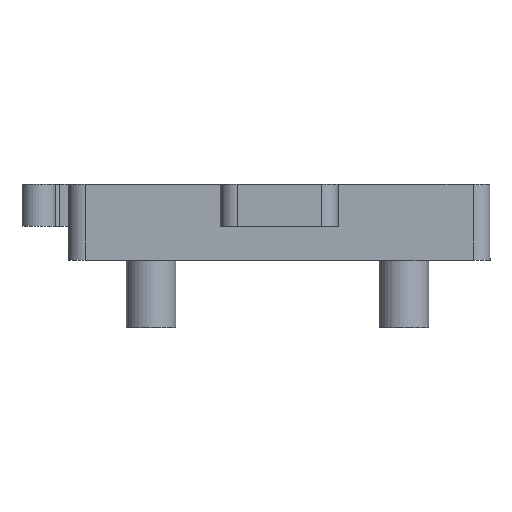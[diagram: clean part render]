
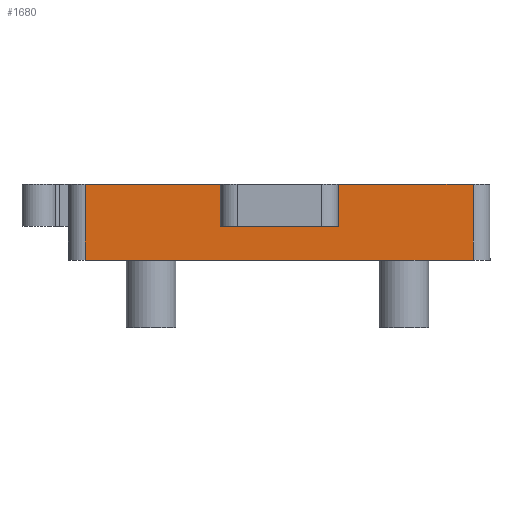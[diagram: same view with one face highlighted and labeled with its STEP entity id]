
A CAD part, front view. The second image highlights one B-rep face of the part: STEP entity #1680.
In plain terms, the highlighted planar face has unit normal (0, -1, 0).
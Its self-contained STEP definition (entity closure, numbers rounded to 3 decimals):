
#69=PLANE('',#1911);
#198=FACE_OUTER_BOUND('',#312,.T.);
#312=EDGE_LOOP('',(#1491,#1492,#1493,#1494,#1495,#1496,#1497,#1498));
#460=LINE('',#2582,#580);
#464=LINE('',#2598,#584);
#510=LINE('',#2957,#630);
#512=LINE('',#2966,#632);
#538=LINE('',#3044,#658);
#540=LINE('',#3047,#660);
#544=LINE('',#3056,#664);
#545=LINE('',#3057,#665);
#580=VECTOR('',#1995,10.);
#584=VECTOR('',#2007,10.);
#630=VECTOR('',#2295,10.);
#632=VECTOR('',#2303,10.);
#658=VECTOR('',#2395,10.);
#660=VECTOR('',#2399,10.);
#664=VECTOR('',#2413,10.);
#665=VECTOR('',#2414,10.);
#730=VERTEX_POINT('',#2579);
#731=VERTEX_POINT('',#2581);
#738=VERTEX_POINT('',#2595);
#739=VERTEX_POINT('',#2597);
#834=VERTEX_POINT('',#2954);
#835=VERTEX_POINT('',#2956);
#838=VERTEX_POINT('',#2964);
#839=VERTEX_POINT('',#2965);
#894=EDGE_CURVE('',#730,#731,#460,.T.);
#902=EDGE_CURVE('',#738,#739,#464,.T.);
#1031=EDGE_CURVE('',#834,#835,#510,.T.);
#1035=EDGE_CURVE('',#838,#839,#512,.T.);
#1074=EDGE_CURVE('',#738,#839,#538,.T.);
#1076=EDGE_CURVE('',#838,#731,#540,.T.);
#1080=EDGE_CURVE('',#730,#835,#544,.T.);
#1081=EDGE_CURVE('',#834,#739,#545,.T.);
#1491=ORIENTED_EDGE('',*,*,#1076,.T.);
#1492=ORIENTED_EDGE('',*,*,#894,.F.);
#1493=ORIENTED_EDGE('',*,*,#1080,.T.);
#1494=ORIENTED_EDGE('',*,*,#1031,.F.);
#1495=ORIENTED_EDGE('',*,*,#1081,.T.);
#1496=ORIENTED_EDGE('',*,*,#902,.F.);
#1497=ORIENTED_EDGE('',*,*,#1074,.T.);
#1498=ORIENTED_EDGE('',*,*,#1035,.F.);
#1680=ADVANCED_FACE('',(#198),#69,.T.);
#1911=AXIS2_PLACEMENT_3D('',#3055,#2411,#2412);
#1995=DIRECTION('',(1.,0.,0.));
#2007=DIRECTION('',(1.,0.,0.));
#2295=DIRECTION('',(-1.,0.,0.));
#2303=DIRECTION('',(1.,0.,0.));
#2395=DIRECTION('',(0.,0.,-1.));
#2399=DIRECTION('',(0.,0.,1.));
#2411=DIRECTION('center_axis',(0.,-1.,0.));
#2412=DIRECTION('ref_axis',(1.,0.,0.));
#2413=DIRECTION('',(0.,0.,-1.));
#2414=DIRECTION('',(0.,0.,1.));
#2579=CARTESIAN_POINT('',(-23.4,-25.2,5.));
#2581=CARTESIAN_POINT('',(-5.4,-25.2,5.));
#2582=CARTESIAN_POINT('',(-0.4,-25.2,5.));
#2595=CARTESIAN_POINT('',(4.6,-25.2,5.));
#2597=CARTESIAN_POINT('',(22.6,-25.2,5.));
#2598=CARTESIAN_POINT('',(-0.4,-25.2,5.));
#2954=CARTESIAN_POINT('',(22.6,-25.2,-4.));
#2956=CARTESIAN_POINT('',(-23.4,-25.2,-4.));
#2957=CARTESIAN_POINT('',(-23.4,-25.2,-4.));
#2964=CARTESIAN_POINT('',(-5.4,-25.2,0.));
#2965=CARTESIAN_POINT('',(4.6,-25.2,0.));
#2966=CARTESIAN_POINT('',(3.497,-25.2,0.));
#3044=CARTESIAN_POINT('',(4.6,-25.2,2.5));
#3047=CARTESIAN_POINT('',(-5.4,-25.2,2.5));
#3055=CARTESIAN_POINT('Origin',(-23.4,-25.2,0.));
#3056=CARTESIAN_POINT('',(-23.4,-25.2,0.));
#3057=CARTESIAN_POINT('',(22.6,-25.2,0.));
